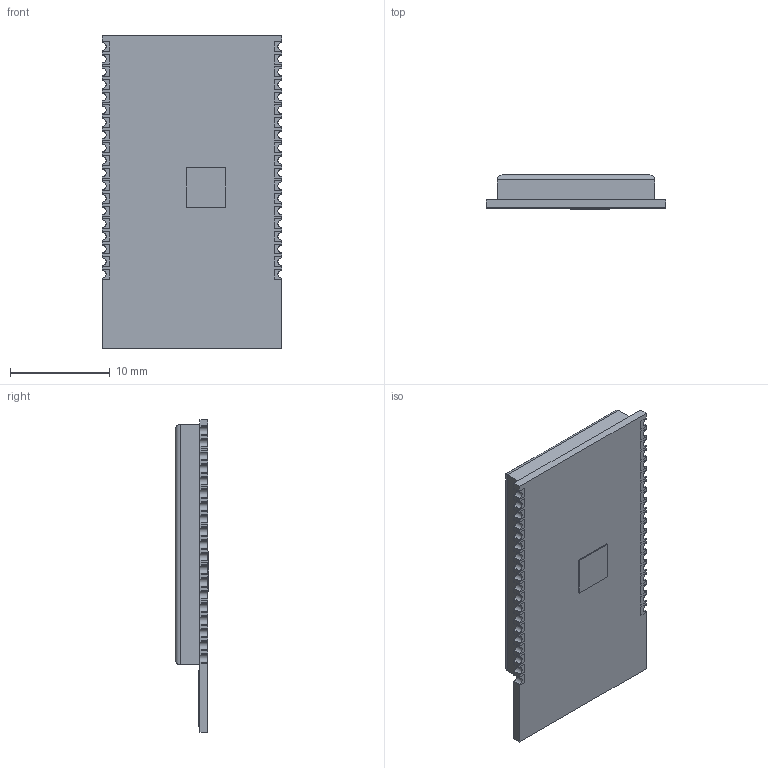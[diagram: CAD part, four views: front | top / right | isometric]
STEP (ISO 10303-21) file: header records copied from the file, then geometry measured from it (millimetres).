
FILE_DESCRIPTION(/* description */ (''),/* implementation_level */ '2;1');
FILE_NAME(/* name */ 'ES32-WROVER.step',/* time_stamp */ '2018-08-29T23:58:36+01:00',/* author */ ('cylindric'),/* organization */ (''),/* preprocessor_version */ 'ST-DEVELOPER v17.2',/* originating_system */ 'Autodesk Translation Framework v7.6.0.251',/* authorisation */ '');
FILE_SCHEMA (('AUTOMOTIVE_DESIGN { 1 0 10303 214 3 1 1 }'));
Length unit declared in the file: millimetre
Products named in the file (1): ES32-WROVER
Bounding box: 18 x 3.4 x 31.4 mm (x, y, z)
Volume: 1349 mm3; surface area: 2345.7 mm2
Topology: 42 solids, 42 shells, 512 faces, 1278 edges, 850 vertices
Faces by surface type: plane 440, cylinder 72
Entity records: 15044 total; most frequent: CARTESIAN_POINT 2641, ORIENTED_EDGE 2556, DIRECTION 2414, EDGE_CURVE 1278, LINE 1168, VECTOR 1168, VERTEX_POINT 850, AXIS2_PLACEMENT_3D 623
